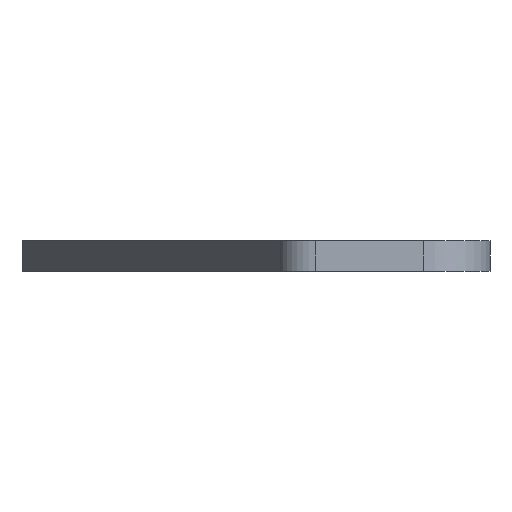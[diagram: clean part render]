
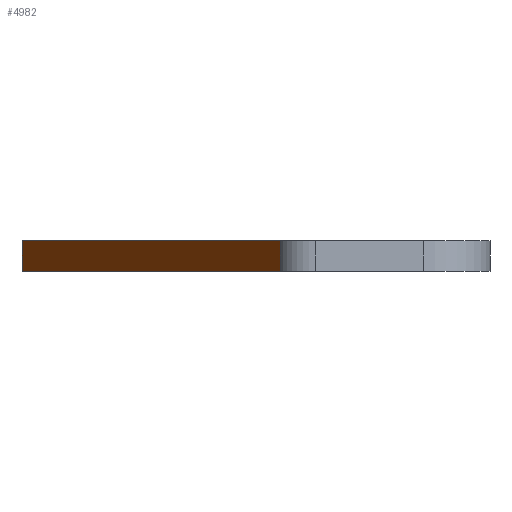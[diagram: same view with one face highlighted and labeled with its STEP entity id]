
A CAD part, front view. The second image highlights one B-rep face of the part: STEP entity #4982.
In plain terms, the highlighted planar face has unit normal (-0.932, -0.362, 0).
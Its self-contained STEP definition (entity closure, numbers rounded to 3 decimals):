
#84 = PLANE('',#85);
#85 = AXIS2_PLACEMENT_3D('',#86,#87,#88);
#86 = CARTESIAN_POINT('',(159.761,-104.496,1.6));
#87 = DIRECTION('',(0.,0.,1.));
#88 = DIRECTION('',(1.,0.,-0.));
#139 = PLANE('',#140);
#140 = AXIS2_PLACEMENT_3D('',#141,#142,#143);
#141 = CARTESIAN_POINT('',(159.761,-104.496,0.));
#142 = DIRECTION('',(0.,0.,1.));
#143 = DIRECTION('',(1.,0.,-0.));
#333 = VERTEX_POINT('',#334);
#334 = CARTESIAN_POINT('',(145.25,-94.75,0.));
#348 = PLANE('',#349);
#349 = AXIS2_PLACEMENT_3D('',#350,#351,#352);
#350 = CARTESIAN_POINT('',(145.25,-94.75,0.));
#351 = DIRECTION('',(-1.,0.,0.));
#352 = DIRECTION('',(0.,1.,0.));
#360 = EDGE_CURVE('',#361,#333,#363,.T.);
#361 = VERTEX_POINT('',#362);
#362 = CARTESIAN_POINT('',(158.762,-129.538,0.));
#363 = SURFACE_CURVE('',#364,(#368,#375),.PCURVE_S1.);
#364 = LINE('',#365,#366);
#365 = CARTESIAN_POINT('',(158.762,-129.538,0.));
#366 = VECTOR('',#367,1.);
#367 = DIRECTION('',(-0.362,0.932,0.));
#368 = PCURVE('',#139,#369);
#369 = DEFINITIONAL_REPRESENTATION('',(#370),#374);
#370 = LINE('',#371,#372);
#371 = CARTESIAN_POINT('',(-0.999,-25.042));
#372 = VECTOR('',#373,1.);
#373 = DIRECTION('',(-0.362,0.932));
#374 = ( GEOMETRIC_REPRESENTATION_CONTEXT(2) 
PARAMETRIC_REPRESENTATION_CONTEXT() REPRESENTATION_CONTEXT('2D SPACE',''
  ) );
#375 = PCURVE('',#376,#381);
#376 = PLANE('',#377);
#377 = AXIS2_PLACEMENT_3D('',#378,#379,#380);
#378 = CARTESIAN_POINT('',(158.762,-129.538,0.));
#379 = DIRECTION('',(-0.932,-0.362,0.));
#380 = DIRECTION('',(-0.362,0.932,0.));
#381 = DEFINITIONAL_REPRESENTATION('',(#382),#386);
#382 = LINE('',#383,#384);
#383 = CARTESIAN_POINT('',(0.,0.));
#384 = VECTOR('',#385,1.);
#385 = DIRECTION('',(1.,0.));
#386 = ( GEOMETRIC_REPRESENTATION_CONTEXT(2) 
PARAMETRIC_REPRESENTATION_CONTEXT() REPRESENTATION_CONTEXT('2D SPACE',''
  ) );
#405 = CYLINDRICAL_SURFACE('',#406,2.);
#406 = AXIS2_PLACEMENT_3D('',#407,#408,#409);
#407 = CARTESIAN_POINT('',(160.6,-128.75,0.));
#408 = DIRECTION('',(-0.,-0.,-1.));
#409 = DIRECTION('',(1.,0.,-0.));
#2803 = VERTEX_POINT('',#2804);
#2804 = CARTESIAN_POINT('',(145.25,-94.75,1.6));
#2825 = EDGE_CURVE('',#2826,#2803,#2828,.T.);
#2826 = VERTEX_POINT('',#2827);
#2827 = CARTESIAN_POINT('',(158.762,-129.538,1.6));
#2828 = SURFACE_CURVE('',#2829,(#2833,#2840),.PCURVE_S1.);
#2829 = LINE('',#2830,#2831);
#2830 = CARTESIAN_POINT('',(158.762,-129.538,1.6));
#2831 = VECTOR('',#2832,1.);
#2832 = DIRECTION('',(-0.362,0.932,0.));
#2833 = PCURVE('',#84,#2834);
#2834 = DEFINITIONAL_REPRESENTATION('',(#2835),#2839);
#2835 = LINE('',#2836,#2837);
#2836 = CARTESIAN_POINT('',(-0.999,-25.042));
#2837 = VECTOR('',#2838,1.);
#2838 = DIRECTION('',(-0.362,0.932));
#2839 = ( GEOMETRIC_REPRESENTATION_CONTEXT(2) 
PARAMETRIC_REPRESENTATION_CONTEXT() REPRESENTATION_CONTEXT('2D SPACE',''
  ) );
#2840 = PCURVE('',#376,#2841);
#2841 = DEFINITIONAL_REPRESENTATION('',(#2842),#2846);
#2842 = LINE('',#2843,#2844);
#2843 = CARTESIAN_POINT('',(0.,-1.6));
#2844 = VECTOR('',#2845,1.);
#2845 = DIRECTION('',(1.,0.));
#2846 = ( GEOMETRIC_REPRESENTATION_CONTEXT(2) 
PARAMETRIC_REPRESENTATION_CONTEXT() REPRESENTATION_CONTEXT('2D SPACE',''
  ) );
#4932 = EDGE_CURVE('',#333,#2803,#4933,.T.);
#4933 = SURFACE_CURVE('',#4934,(#4938,#4945),.PCURVE_S1.);
#4934 = LINE('',#4935,#4936);
#4935 = CARTESIAN_POINT('',(145.25,-94.75,0.));
#4936 = VECTOR('',#4937,1.);
#4937 = DIRECTION('',(0.,0.,1.));
#4938 = PCURVE('',#348,#4939);
#4939 = DEFINITIONAL_REPRESENTATION('',(#4940),#4944);
#4940 = LINE('',#4941,#4942);
#4941 = CARTESIAN_POINT('',(0.,0.));
#4942 = VECTOR('',#4943,1.);
#4943 = DIRECTION('',(0.,-1.));
#4944 = ( GEOMETRIC_REPRESENTATION_CONTEXT(2) 
PARAMETRIC_REPRESENTATION_CONTEXT() REPRESENTATION_CONTEXT('2D SPACE',''
  ) );
#4945 = PCURVE('',#376,#4946);
#4946 = DEFINITIONAL_REPRESENTATION('',(#4947),#4951);
#4947 = LINE('',#4948,#4949);
#4948 = CARTESIAN_POINT('',(37.32,0.));
#4949 = VECTOR('',#4950,1.);
#4950 = DIRECTION('',(0.,-1.));
#4951 = ( GEOMETRIC_REPRESENTATION_CONTEXT(2) 
PARAMETRIC_REPRESENTATION_CONTEXT() REPRESENTATION_CONTEXT('2D SPACE',''
  ) );
#4959 = EDGE_CURVE('',#361,#2826,#4960,.T.);
#4960 = SURFACE_CURVE('',#4961,(#4965,#4972),.PCURVE_S1.);
#4961 = LINE('',#4962,#4963);
#4962 = CARTESIAN_POINT('',(158.762,-129.538,0.));
#4963 = VECTOR('',#4964,1.);
#4964 = DIRECTION('',(0.,0.,1.));
#4965 = PCURVE('',#405,#4966);
#4966 = DEFINITIONAL_REPRESENTATION('',(#4967),#4971);
#4967 = LINE('',#4968,#4969);
#4968 = CARTESIAN_POINT('',(-3.546,0.));
#4969 = VECTOR('',#4970,1.);
#4970 = DIRECTION('',(-0.,-1.));
#4971 = ( GEOMETRIC_REPRESENTATION_CONTEXT(2) 
PARAMETRIC_REPRESENTATION_CONTEXT() REPRESENTATION_CONTEXT('2D SPACE',''
  ) );
#4972 = PCURVE('',#376,#4973);
#4973 = DEFINITIONAL_REPRESENTATION('',(#4974),#4978);
#4974 = LINE('',#4975,#4976);
#4975 = CARTESIAN_POINT('',(0.,0.));
#4976 = VECTOR('',#4977,1.);
#4977 = DIRECTION('',(0.,-1.));
#4978 = ( GEOMETRIC_REPRESENTATION_CONTEXT(2) 
PARAMETRIC_REPRESENTATION_CONTEXT() REPRESENTATION_CONTEXT('2D SPACE',''
  ) );
#4982 = ADVANCED_FACE('',(#4983),#376,.T.);
#4983 = FACE_BOUND('',#4984,.T.);
#4984 = EDGE_LOOP('',(#4985,#4986,#4987,#4988));
#4985 = ORIENTED_EDGE('',*,*,#4959,.T.);
#4986 = ORIENTED_EDGE('',*,*,#2825,.T.);
#4987 = ORIENTED_EDGE('',*,*,#4932,.F.);
#4988 = ORIENTED_EDGE('',*,*,#360,.F.);
